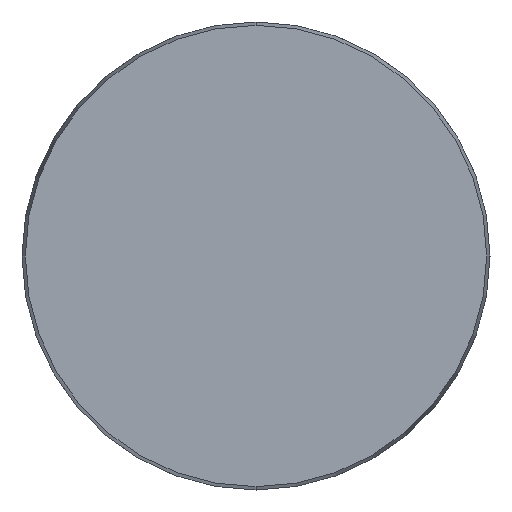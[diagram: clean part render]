
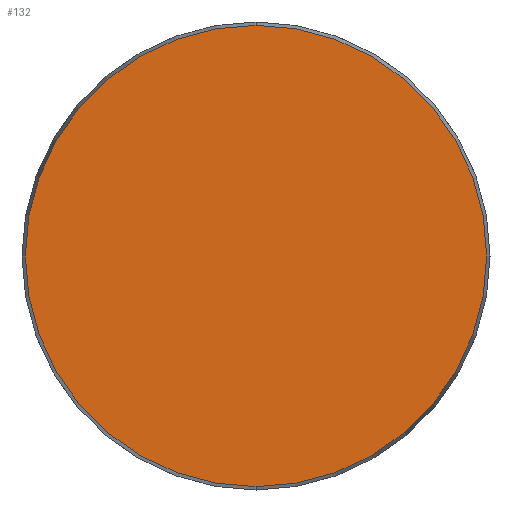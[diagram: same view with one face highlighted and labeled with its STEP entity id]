
A CAD part, front view. The second image highlights one B-rep face of the part: STEP entity #132.
In plain terms, the highlighted planar face has unit normal (0, -1, 0).
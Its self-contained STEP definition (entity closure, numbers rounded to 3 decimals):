
#7 = EDGE_CURVE ( 'NONE', #693, #765, #784, .T. ) ;
#21 = PLANE ( 'NONE',  #301 ) ;
#28 = FACE_OUTER_BOUND ( 'NONE', #726, .T. ) ;
#37 = DIRECTION ( 'NONE',  ( 0., -1., 0. ) ) ;
#72 = DIRECTION ( 'NONE',  ( 0., 0., 1. ) ) ;
#83 = CARTESIAN_POINT ( 'NONE',  ( 0., 0., 59.143 ) ) ;
#132 = ADVANCED_FACE ( 'NONE', ( #28 ), #21, .F. ) ;
#189 = DIRECTION ( 'NONE',  ( 0., -1., 0. ) ) ;
#222 = CARTESIAN_POINT ( 'NONE',  ( 0., 0., 0. ) ) ;
#267 = EDGE_CURVE ( 'NONE', #765, #693, #511, .T. ) ;
#301 = AXIS2_PLACEMENT_3D ( 'NONE', #611, #779, #72 ) ;
#305 = ORIENTED_EDGE ( 'NONE', *, *, #7, .T. ) ;
#357 = AXIS2_PLACEMENT_3D ( 'NONE', #567, #189, #384 ) ;
#384 = DIRECTION ( 'NONE',  ( 0., 0., -1. ) ) ;
#428 = AXIS2_PLACEMENT_3D ( 'NONE', #222, #37, #490 ) ;
#490 = DIRECTION ( 'NONE',  ( 0., 0., -1. ) ) ;
#511 = CIRCLE ( 'NONE', #428, 59.143 ) ;
#567 = CARTESIAN_POINT ( 'NONE',  ( 0., 0., 0. ) ) ;
#611 = CARTESIAN_POINT ( 'NONE',  ( -59.143, 0., 0. ) ) ;
#693 = VERTEX_POINT ( 'NONE', #806 ) ;
#726 = EDGE_LOOP ( 'NONE', ( #747, #305 ) ) ;
#747 = ORIENTED_EDGE ( 'NONE', *, *, #267, .T. ) ;
#765 = VERTEX_POINT ( 'NONE', #83 ) ;
#779 = DIRECTION ( 'NONE',  ( 0., 1., 0. ) ) ;
#784 = CIRCLE ( 'NONE', #357, 59.143 ) ;
#806 = CARTESIAN_POINT ( 'NONE',  ( 0., 0., -59.143 ) ) ;
